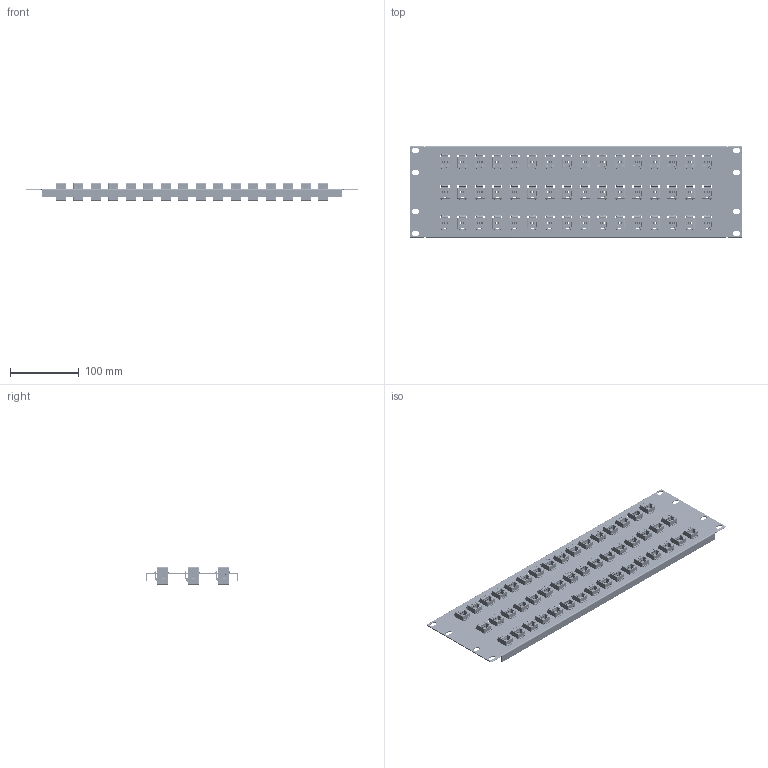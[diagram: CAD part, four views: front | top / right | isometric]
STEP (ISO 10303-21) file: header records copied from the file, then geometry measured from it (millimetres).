
FILE_DESCRIPTION (( 'STEP AP214' ), '1' );
FILE_NAME ('PR525B-C5E-48M_3D.step', '2025-02-28T17:02:48', ( '' ), ( '' ), 'SwSTEP 2.0', 'SolidWorks 2022', '' );
FILE_SCHEMA (( 'AUTOMOTIVE_DESIGN' ));
Length unit declared in the file: inch
Products named in the file (3): TDG1026KCx-MINI_Cat 5e; PR525B-C5E-48M_3D; PR525B-48KS
Assembly tree (49 placements, depth 2):
  PR525B-C5E-48M_3D
    PR525B-48KS
    TDG1026KCx-MINI_Cat 5e  x48
Bounding box: 482.6 x 133.35 x 25 mm (x, y, z)
Volume: 270537.1 mm3; surface area: 318093 mm2
Topology: 49 solids, 49 shells, 21476 faces, 60578 edges, 38624 vertices
Faces by surface type: plane 14574, bspline 4800, cylinder 1718, sphere 384
Entity records: 29042 total; most frequent: CARTESIAN_POINT 9796, ORIENTED_EDGE 4016, DIRECTION 3218, EDGE_CURVE 2008, VECTOR 1658, LINE 1658, VERTEX_POINT 1306, EDGE_LOOP 860
